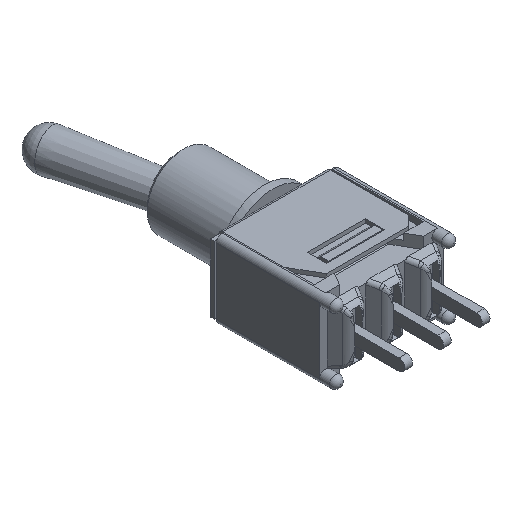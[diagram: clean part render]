
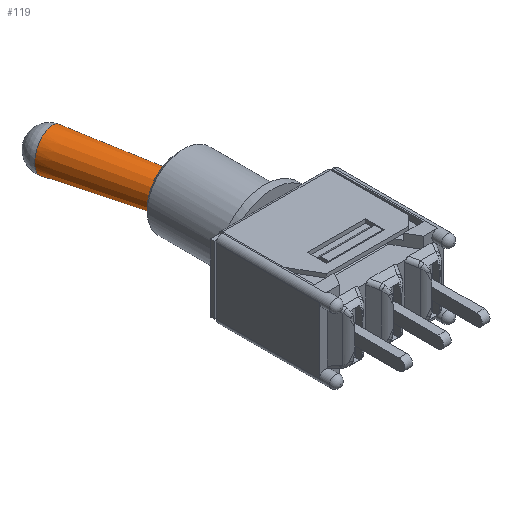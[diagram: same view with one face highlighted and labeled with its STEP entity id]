
A CAD part, isometric view. The second image highlights one B-rep face of the part: STEP entity #119.
In plain terms, the highlighted conical face has half-angle 1.637 degrees and reference radius 1.151 mm.
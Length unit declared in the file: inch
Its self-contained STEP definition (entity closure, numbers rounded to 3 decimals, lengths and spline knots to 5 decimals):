
#119 = ADVANCED_FACE( '', ( #514, #515 ), #516, .T. );
#514 = FACE_OUTER_BOUND( '', #1313, .T. );
#515 = FACE_BOUND( '', #1314, .T. );
#516 = CONICAL_SURFACE( '', #1315, 0.04531, 0.029 );
#1313 = EDGE_LOOP( '', ( #4209 ) );
#1314 = EDGE_LOOP( '', ( #4210 ) );
#1315 = AXIS2_PLACEMENT_3D( '', #4211, #4212, #4213 );
#4209 = ORIENTED_EDGE( '', *, *, #7346, .T. );
#4210 = ORIENTED_EDGE( '', *, *, #7341, .F. );
#4211 = CARTESIAN_POINT( '', ( -0.04588, 0.54743, 0. ) );
#4212 = DIRECTION( '', ( -0.216, 0.976, 0. ) );
#4213 = DIRECTION( '', ( 0.976, 0.216, 0. ) );
#7341 = EDGE_CURVE( '', #9447, #9447, #9448, .T. );
#7346 = EDGE_CURVE( '', #9457, #9457, #9458, .T. );
#9447 = VERTEX_POINT( '', #13647 );
#9448 = CIRCLE( '', #13648, 0.04062 );
#9457 = VERTEX_POINT( '', #13657 );
#9458 = CIRCLE( '', #13658, 0.05 );
#13647 = CARTESIAN_POINT( '', ( 0.02929, 0.39607, 0. ) );
#13648 = AXIS2_PLACEMENT_3D( '', #21030, #21031, #21032 );
#13657 = CARTESIAN_POINT( '', ( -0.03257, 0.71841, 0. ) );
#13658 = AXIS2_PLACEMENT_3D( '', #21045, #21046, #21047 );
#21030 = CARTESIAN_POINT( '', ( -0.01037, 0.38727, 0. ) );
#21031 = DIRECTION( '', ( 0.216, -0.976, 0. ) );
#21032 = DIRECTION( '', ( 0.976, 0.216, 0. ) );
#21045 = CARTESIAN_POINT( '', ( -0.08138, 0.70759, 0. ) );
#21046 = DIRECTION( '', ( 0.216, -0.976, 0. ) );
#21047 = DIRECTION( '', ( 0.976, 0.216, 0. ) );
